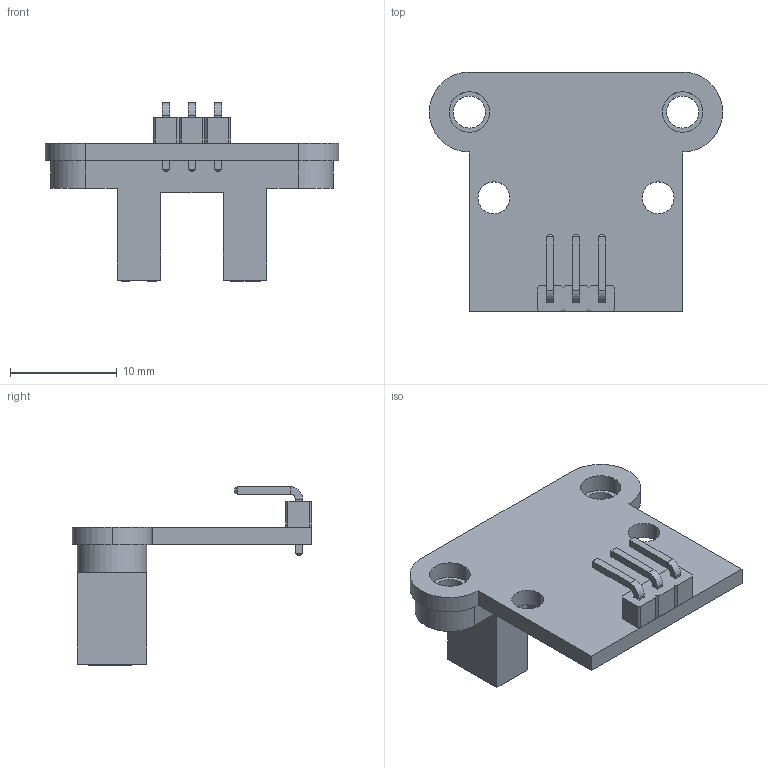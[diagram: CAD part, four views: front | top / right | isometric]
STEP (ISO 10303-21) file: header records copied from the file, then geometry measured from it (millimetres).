
FILE_DESCRIPTION (( 'STEP AP214' ), '1' );
FILE_NAME ('HC-020K.STEP', '2025-04-08T07:52:05', ( '' ), ( '' ), 'SwSTEP 2.0', 'SolidWorks 2020', '' );
FILE_SCHEMA (( 'AUTOMOTIVE_DESIGN' ));
Length unit declared in the file: millimetre
Products named in the file (1): HC-020K
Bounding box: 27.5 x 22.5 x 16.73 mm (x, y, z)
Volume: 1664.7 mm3; surface area: 2221.3 mm2
Topology: 6 solids, 6 shells, 266 faces, 681 edges, 438 vertices
Faces by surface type: plane 208, bspline 34, cylinder 24
Entity records: 10308 total; most frequent: CARTESIAN_POINT 3452, ORIENTED_EDGE 1362, DIRECTION 1127, EDGE_CURVE 681, LINE 565, VECTOR 565, VERTEX_POINT 438, EDGE_LOOP 301
